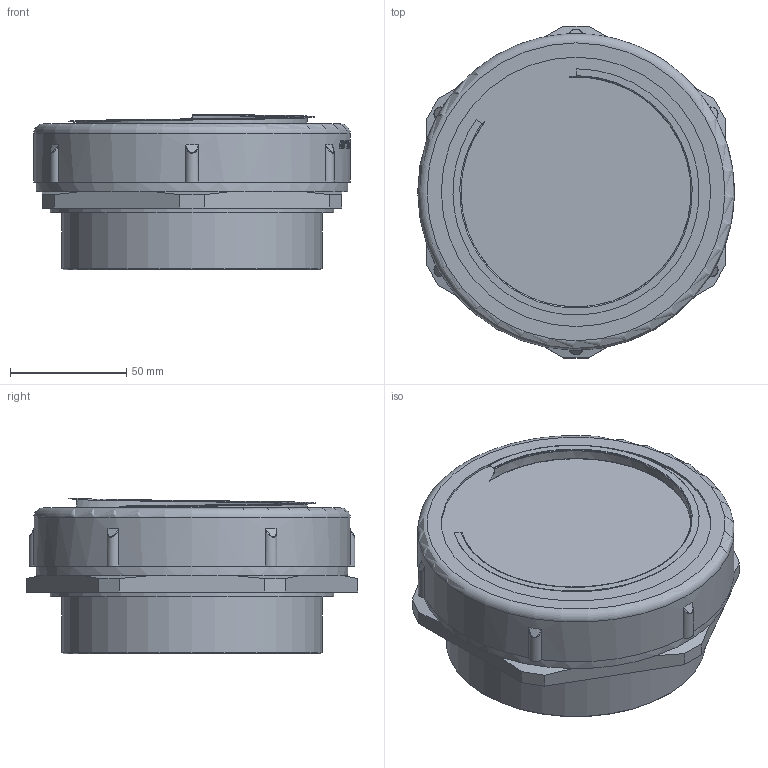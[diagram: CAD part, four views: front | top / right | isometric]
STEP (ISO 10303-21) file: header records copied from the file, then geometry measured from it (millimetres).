
FILE_DESCRIPTION(/* description */ (''),/* implementation_level */ '2;1');
FILE_NAME(/* name */ 'РКН -100.stp',/* time_stamp */ '2019-04-29T12:36:58+07:00',/* author */ ('zeta-09'),/* organization */ (''),/* preprocessor_version */ 'ST-DEVELOPER v17',/* originating_system */ 'Autodesk Inventor 2019',/* authorisation */ '');
FILE_SCHEMA (('AUTOMOTIVE_DESIGN { 1 0 10303 214 3 1 1 }'));
Length unit declared in the file: millimetre
Products named in the file (1): РКН -10
Bounding box: 136.3 x 142.96 x 67 mm (x, y, z)
Volume: 742279.1 mm3; surface area: 59727.4 mm2
Topology: 1 solids, 1 shells, 279 faces, 738 edges, 490 vertices
Faces by surface type: bspline 112, plane 112, cylinder 40, cone 14, torus 1
Full cylindrical faces by diameter (mm): 108 x1, 112 x1, 116 x1, 122 x1, 134.3 x1, 136.3 x1
Entity records: 12118 total; most frequent: CARTESIAN_POINT 5798, ORIENTED_EDGE 1476, DIRECTION 989, EDGE_CURVE 738, VERTEX_POINT 490, AXIS2_PLACEMENT_3D 339, LINE 311, VECTOR 311
